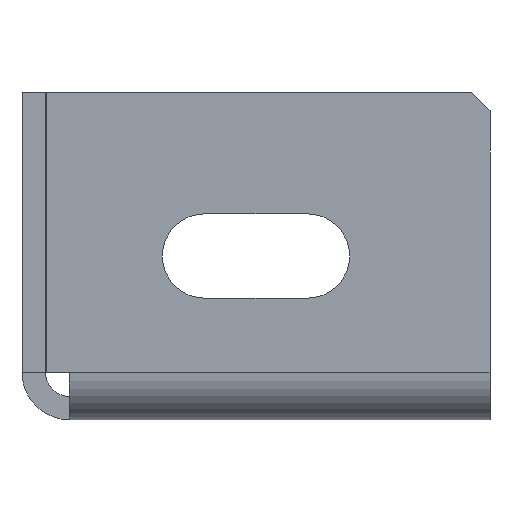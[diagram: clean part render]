
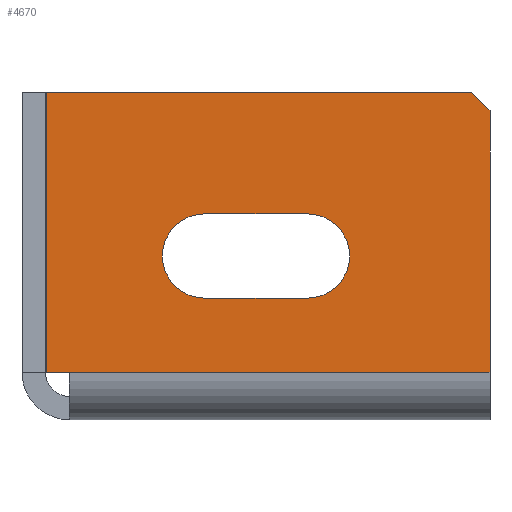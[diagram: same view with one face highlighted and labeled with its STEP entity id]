
A CAD part, left-side view. The second image highlights one B-rep face of the part: STEP entity #4670.
In plain terms, the highlighted planar face has unit normal (-1, 0, 0).
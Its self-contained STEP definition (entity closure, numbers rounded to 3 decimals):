
#1930=CARTESIAN_POINT('',(0.,0.,2.56));
#1940=VERTEX_POINT('',#1930);
#1970=CARTESIAN_POINT('',(0.,0.,32.5));
#1980=DIRECTION('',(0.,0.,-1.));
#1990=VECTOR('',#1980,1.);
#2000=LINE('',#1970,#1990);
#2010=CARTESIAN_POINT('',(0.,0.,30.5));
#2020=VERTEX_POINT('',#2010);
#2030=EDGE_CURVE('',#2020,#1940,#2000,.T.);
#2920=CARTESIAN_POINT('',(0.,0.,30.5));
#2930=DIRECTION('',(0.,0.707,0.707));
#2940=VECTOR('',#2930,1.);
#2950=LINE('',#2920,#2940);
#2960=CARTESIAN_POINT('',(0.,2.,32.5));
#2970=VERTEX_POINT('',#2960);
#2980=EDGE_CURVE('',#2020,#2970,#2950,.T.);
#3160=CARTESIAN_POINT('',(0.,0.,32.5));
#3170=DIRECTION('',(0.,-1.,0.));
#3180=VECTOR('',#3170,1.);
#3190=LINE('',#3160,#3180);
#3200=CARTESIAN_POINT('',(0.,47.429,32.5));
#3210=VERTEX_POINT('',#3200);
#3220=EDGE_CURVE('',#3210,#2970,#3190,.T.);
#3890=CARTESIAN_POINT('',(0.,47.429,0.));
#3900=DIRECTION('',(0.,0.,-1.));
#3910=VECTOR('',#3900,1.);
#3920=LINE('',#3890,#3910);
#3930=CARTESIAN_POINT('',(0.,47.429,2.56));
#3940=VERTEX_POINT('',#3930);
#3950=EDGE_CURVE('',#3210,#3940,#3920,.T.);
#4060=CARTESIAN_POINT('',(0.,50.,2.5));
#4070=DIRECTION('',(-1.,0.,0.));
#4080=DIRECTION('',(0.,-1.,0.));
#4090=AXIS2_PLACEMENT_3D('',#4060,#4070,#4080);
#4100=PLANE('',#4090);
#4110=CARTESIAN_POINT('',(0.,0.,19.5));
#4120=DIRECTION('',(0.,1.,0.));
#4130=VECTOR('',#4120,1.);
#4140=LINE('',#4110,#4130);
#4150=CARTESIAN_POINT('',(0.,19.5,19.5));
#4160=VERTEX_POINT('',#4150);
#4170=CARTESIAN_POINT('',(0.,30.5,19.5));
#4180=VERTEX_POINT('',#4170);
#4190=EDGE_CURVE('',#4160,#4180,#4140,.T.);
#4200=ORIENTED_EDGE('',*,*,#4190,.F.);
#4210=CARTESIAN_POINT('',(0.,30.5,15.));
#4220=DIRECTION('',(-1.,0.,0.));
#4230=DIRECTION('',(0.,1.,0.));
#4240=AXIS2_PLACEMENT_3D('',#4210,#4220,#4230);
#4250=CIRCLE('',#4240,4.5);
#4260=CARTESIAN_POINT('',(0.,30.5,10.5));
#4270=VERTEX_POINT('',#4260);
#4280=EDGE_CURVE('',#4180,#4270,#4250,.T.);
#4290=ORIENTED_EDGE('',*,*,#4280,.F.);
#4300=CARTESIAN_POINT('',(0.,0.,10.5));
#4310=DIRECTION('',(0.,-1.,0.));
#4320=VECTOR('',#4310,1.);
#4330=LINE('',#4300,#4320);
#4340=CARTESIAN_POINT('',(0.,19.5,10.5));
#4350=VERTEX_POINT('',#4340);
#4360=EDGE_CURVE('',#4270,#4350,#4330,.T.);
#4370=ORIENTED_EDGE('',*,*,#4360,.F.);
#4380=CARTESIAN_POINT('',(0.,19.5,15.));
#4390=DIRECTION('',(1.,0.,0.));
#4400=DIRECTION('',(0.,1.,0.));
#4410=AXIS2_PLACEMENT_3D('',#4380,#4390,#4400);
#4420=CIRCLE('',#4410,4.5);
#4430=EDGE_CURVE('',#4160,#4350,#4420,.T.);
#4440=ORIENTED_EDGE('',*,*,#4430,.T.);
#4450=EDGE_LOOP('',(#4440,#4370,#4290,#4200));
#4460=FACE_BOUND('',#4450,.T.);
#4470=CARTESIAN_POINT('',(0.,0.,2.56));
#4480=DIRECTION('',(0.,-1.,0.));
#4490=VECTOR('',#4480,1.);
#4500=LINE('',#4470,#4490);
#4510=CARTESIAN_POINT('',(0.,44.94,2.56));
#4520=VERTEX_POINT('',#4510);
#4530=EDGE_CURVE('',#3940,#4520,#4500,.T.);
#4540=ORIENTED_EDGE('',*,*,#4530,.T.);
#4550=ORIENTED_EDGE('',*,*,#3950,.T.);
#4560=ORIENTED_EDGE('',*,*,#3220,.F.);
#4570=ORIENTED_EDGE('',*,*,#2980,.T.);
#4580=ORIENTED_EDGE('',*,*,#2030,.F.);
#4590=CARTESIAN_POINT('',(0.,0.,2.56));
#4600=DIRECTION('',(0.,-1.,0.));
#4610=VECTOR('',#4600,1.);
#4620=LINE('',#4590,#4610);
#4630=EDGE_CURVE('',#4520,#1940,#4620,.T.);
#4640=ORIENTED_EDGE('',*,*,#4630,.T.);
#4650=EDGE_LOOP('',(#4640,#4580,#4570,#4560,#4550,#4540));
#4660=FACE_OUTER_BOUND('',#4650,.T.);
#4670=ADVANCED_FACE('',(#4460,#4660),#4100,.T.);
